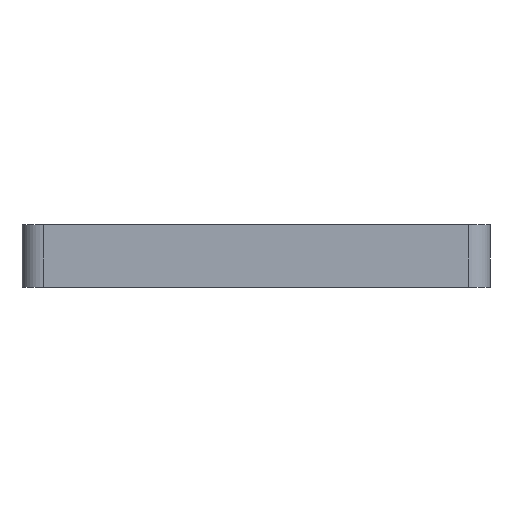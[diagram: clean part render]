
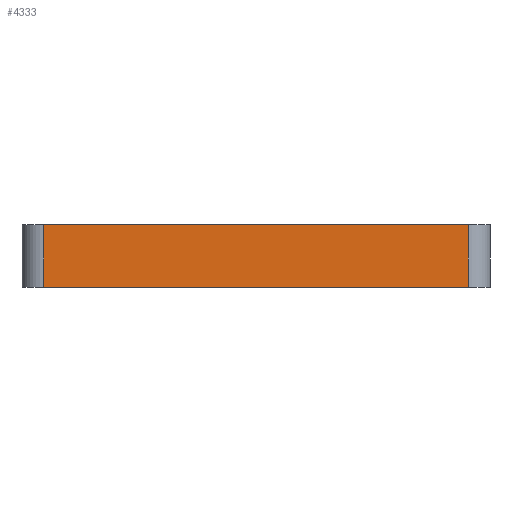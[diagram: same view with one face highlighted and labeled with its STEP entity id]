
A CAD part, front view. The second image highlights one B-rep face of the part: STEP entity #4333.
In plain terms, the highlighted planar face has unit normal (0, -1, 0).
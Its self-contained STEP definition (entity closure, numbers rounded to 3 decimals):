
#204=PLANE('',#4563);
#283=FACE_OUTER_BOUND('',#498,.T.);
#498=EDGE_LOOP('',(#3008,#3009,#3010,#3011));
#883=LINE('',#6419,#1234);
#890=LINE('',#6443,#1241);
#909=LINE('',#6484,#1260);
#910=LINE('',#6486,#1261);
#1234=VECTOR('',#5062,10.);
#1241=VECTOR('',#5085,10.);
#1260=VECTOR('',#5132,10.);
#1261=VECTOR('',#5135,10.);
#1870=VERTEX_POINT('',#6416);
#1871=VERTEX_POINT('',#6418);
#1879=VERTEX_POINT('',#6440);
#1880=VERTEX_POINT('',#6442);
#2294=EDGE_CURVE('',#1870,#1871,#883,.T.);
#2306=EDGE_CURVE('',#1879,#1880,#890,.T.);
#2327=EDGE_CURVE('',#1870,#1880,#909,.T.);
#2328=EDGE_CURVE('',#1871,#1879,#910,.T.);
#3008=ORIENTED_EDGE('',*,*,#2327,.T.);
#3009=ORIENTED_EDGE('',*,*,#2306,.F.);
#3010=ORIENTED_EDGE('',*,*,#2328,.F.);
#3011=ORIENTED_EDGE('',*,*,#2294,.F.);
#4333=ADVANCED_FACE('',(#283),#204,.T.);
#4563=AXIS2_PLACEMENT_3D('',#6485,#5133,#5134);
#5062=DIRECTION('',(1.,0.,0.));
#5085=DIRECTION('',(-1.,0.,0.));
#5132=DIRECTION('',(0.,0.,-1.));
#5133=DIRECTION('center_axis',(0.,-1.,0.));
#5134=DIRECTION('ref_axis',(-1.,0.,0.));
#5135=DIRECTION('',(0.,0.,-1.));
#6416=CARTESIAN_POINT('',(-39.25,-51.765,7.56));
#6418=CARTESIAN_POINT('',(39.25,-51.765,7.56));
#6419=CARTESIAN_POINT('',(43.25,-51.765,7.56));
#6440=CARTESIAN_POINT('',(39.25,-51.765,-4.04));
#6442=CARTESIAN_POINT('',(-39.25,-51.765,-4.04));
#6443=CARTESIAN_POINT('',(43.25,-51.765,-4.04));
#6484=CARTESIAN_POINT('',(-39.25,-51.765,1.56));
#6485=CARTESIAN_POINT('Origin',(39.25,-51.765,1.56));
#6486=CARTESIAN_POINT('',(39.25,-51.765,1.56));
